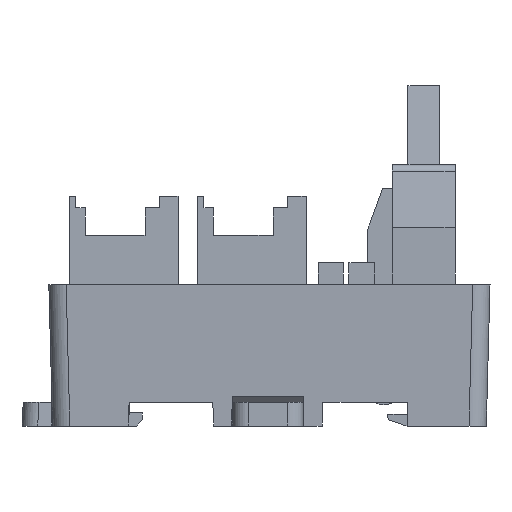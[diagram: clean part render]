
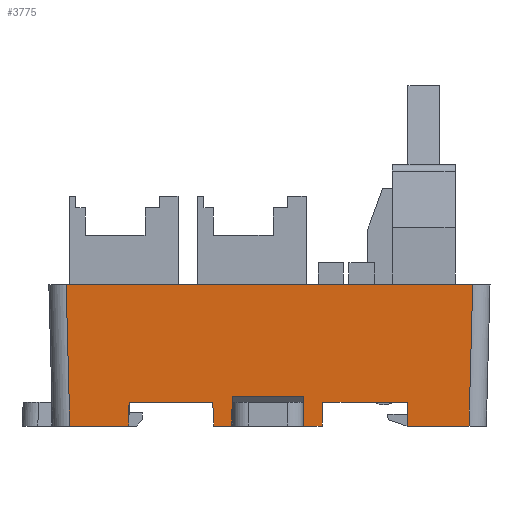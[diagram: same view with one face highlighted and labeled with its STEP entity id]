
A CAD part, left-side view. The second image highlights one B-rep face of the part: STEP entity #3775.
In plain terms, the highlighted planar face has unit normal (-1, 0, -0.026).
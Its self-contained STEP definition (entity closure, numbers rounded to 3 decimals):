
#2255=FACE_OUTER_BOUND('',#7411,.T.);
#3775=ADVANCED_FACE('',(#2255),#5382,.T.);
#5382=PLANE('',#33380);
#7411=EDGE_LOOP('',(#9528,#9529,#9530,#9531,#9532,#9533,#9534,#9535,#9536,
#9537,#9538,#9539,#9540,#9541,#9542,#9543));
#9528=ORIENTED_EDGE('',*,*,#21048,.T.);
#9529=ORIENTED_EDGE('',*,*,#21049,.T.);
#9530=ORIENTED_EDGE('',*,*,#21050,.T.);
#9531=ORIENTED_EDGE('',*,*,#21051,.F.);
#9532=ORIENTED_EDGE('',*,*,#21052,.T.);
#9533=ORIENTED_EDGE('',*,*,#21053,.T.);
#9534=ORIENTED_EDGE('',*,*,#21054,.F.);
#9535=ORIENTED_EDGE('',*,*,#20984,.T.);
#9536=ORIENTED_EDGE('',*,*,#21055,.F.);
#9537=ORIENTED_EDGE('',*,*,#21056,.T.);
#9538=ORIENTED_EDGE('',*,*,#21057,.F.);
#9539=ORIENTED_EDGE('',*,*,#21058,.T.);
#9540=ORIENTED_EDGE('',*,*,#21059,.F.);
#9541=ORIENTED_EDGE('',*,*,#21060,.T.);
#9542=ORIENTED_EDGE('',*,*,#21061,.T.);
#9543=ORIENTED_EDGE('',*,*,#20970,.T.);
#18100=VERTEX_POINT('',#43397);
#18101=VERTEX_POINT('',#43399);
#18114=VERTEX_POINT('',#43425);
#18115=VERTEX_POINT('',#43427);
#18178=VERTEX_POINT('',#43555);
#18179=VERTEX_POINT('',#43557);
#18180=VERTEX_POINT('',#43559);
#18181=VERTEX_POINT('',#43561);
#18182=VERTEX_POINT('',#43563);
#18183=VERTEX_POINT('',#43565);
#18184=VERTEX_POINT('',#43568);
#18185=VERTEX_POINT('',#43570);
#18186=VERTEX_POINT('',#43572);
#18187=VERTEX_POINT('',#43574);
#18188=VERTEX_POINT('',#43576);
#18189=VERTEX_POINT('',#43578);
#20970=EDGE_CURVE('',#18101,#18100,#25269,.T.);
#20984=EDGE_CURVE('',#18115,#18114,#25281,.T.);
#21048=EDGE_CURVE('',#18100,#18178,#25343,.T.);
#21049=EDGE_CURVE('',#18178,#18179,#25344,.T.);
#21050=EDGE_CURVE('',#18179,#18180,#25345,.T.);
#21051=EDGE_CURVE('',#18181,#18180,#25346,.T.);
#21052=EDGE_CURVE('',#18181,#18182,#25347,.T.);
#21053=EDGE_CURVE('',#18182,#18183,#25348,.T.);
#21054=EDGE_CURVE('',#18115,#18183,#25349,.T.);
#21055=EDGE_CURVE('',#18184,#18114,#25350,.T.);
#21056=EDGE_CURVE('',#18184,#18185,#25351,.T.);
#21057=EDGE_CURVE('',#18186,#18185,#25352,.T.);
#21058=EDGE_CURVE('',#18186,#18187,#25353,.T.);
#21059=EDGE_CURVE('',#18188,#18187,#25354,.T.);
#21060=EDGE_CURVE('',#18188,#18189,#25355,.T.);
#21061=EDGE_CURVE('',#18189,#18101,#25356,.T.);
#25269=LINE('',#43398,#29430);
#25281=LINE('',#43426,#29442);
#25343=LINE('',#43554,#29504);
#25344=LINE('',#43556,#29505);
#25345=LINE('',#43558,#29506);
#25346=LINE('',#43560,#29507);
#25347=LINE('',#43562,#29508);
#25348=LINE('',#43564,#29509);
#25349=LINE('',#43566,#29510);
#25350=LINE('',#43567,#29511);
#25351=LINE('',#43569,#29512);
#25352=LINE('',#43571,#29513);
#25353=LINE('',#43573,#29514);
#25354=LINE('',#43575,#29515);
#25355=LINE('',#43577,#29516);
#25356=LINE('',#43579,#29517);
#29430=VECTOR('',#35361,1.);
#29442=VECTOR('',#35377,1.);
#29504=VECTOR('',#35445,1.);
#29505=VECTOR('',#35446,1.);
#29506=VECTOR('',#35447,1.);
#29507=VECTOR('',#35448,1.);
#29508=VECTOR('',#35449,1.);
#29509=VECTOR('',#35450,1.);
#29510=VECTOR('',#35451,1.);
#29511=VECTOR('',#35452,1.);
#29512=VECTOR('',#35453,1.);
#29513=VECTOR('',#35454,1.);
#29514=VECTOR('',#35455,1.);
#29515=VECTOR('',#35456,1.);
#29516=VECTOR('',#35457,1.);
#29517=VECTOR('',#35458,1.);
#33380=AXIS2_PLACEMENT_3D('',#43580,#35459,#35460);
#35361=DIRECTION('',(0.,-1.,0.));
#35377=DIRECTION('',(0.,-1.,0.));
#35445=DIRECTION('',(0.026,-0.017,-1.));
#35446=DIRECTION('',(0.,-1.,0.));
#35447=DIRECTION('',(-0.026,-0.026,0.999));
#35448=DIRECTION('',(0.,-1.,0.));
#35449=DIRECTION('',(0.026,-0.026,-0.999));
#35450=DIRECTION('',(0.,-1.,0.));
#35451=DIRECTION('',(0.026,0.017,-1.));
#35452=DIRECTION('',(-0.026,0.035,0.999));
#35453=DIRECTION('',(0.,-1.,0.));
#35454=DIRECTION('',(0.026,0.009,-1.));
#35455=DIRECTION('',(0.,-1.,0.));
#35456=DIRECTION('',(-0.026,0.009,1.));
#35457=DIRECTION('',(0.,-1.,0.));
#35458=DIRECTION('',(-0.026,-0.035,0.999));
#35459=DIRECTION('',(-1.,0.,-0.026));
#35460=DIRECTION('',(0.026,0.,-1.));
#43397=CARTESIAN_POINT('',(-76.057,62.449,175.));
#43398=CARTESIAN_POINT('',(-76.057,80.199,175.));
#43399=CARTESIAN_POINT('',(-76.057,73.199,175.));
#43425=CARTESIAN_POINT('',(-76.057,87.199,175.));
#43426=CARTESIAN_POINT('',(-76.057,80.199,175.));
#43427=CARTESIAN_POINT('',(-76.057,97.849,175.));
#43554=CARTESIAN_POINT('',(-76.458,62.716,190.294));
#43555=CARTESIAN_POINT('',(-75.979,62.397,172.));
#43556=CARTESIAN_POINT('',(-75.979,79.699,172.));
#43557=CARTESIAN_POINT('',(-75.979,54.62,172.));
#43558=CARTESIAN_POINT('',(-76.433,54.166,189.34));
#43559=CARTESIAN_POINT('',(-76.45,54.148,190.));
#43560=CARTESIAN_POINT('',(-76.45,79.699,190.));
#43561=CARTESIAN_POINT('',(-76.45,105.85,190.));
#43562=CARTESIAN_POINT('',(-76.433,105.833,189.34));
#43563=CARTESIAN_POINT('',(-75.979,105.378,172.));
#43564=CARTESIAN_POINT('',(-75.979,80.199,172.));
#43565=CARTESIAN_POINT('',(-75.979,97.901,172.));
#43566=CARTESIAN_POINT('',(-76.026,97.87,173.796));
#43567=CARTESIAN_POINT('',(-76.026,87.157,173.798));
#43568=CARTESIAN_POINT('',(-75.979,87.094,172.));
#43569=CARTESIAN_POINT('',(-75.979,80.199,172.));
#43570=CARTESIAN_POINT('',(-75.979,84.775,172.));
#43571=CARTESIAN_POINT('',(-76.451,84.618,190.04));
#43572=CARTESIAN_POINT('',(-76.076,84.743,175.726));
#43573=CARTESIAN_POINT('',(-76.076,-129.246,175.726));
#43574=CARTESIAN_POINT('',(-76.076,75.655,175.726));
#43575=CARTESIAN_POINT('',(-76.451,75.78,190.032));
#43576=CARTESIAN_POINT('',(-75.979,75.623,172.));
#43577=CARTESIAN_POINT('',(-75.979,80.199,172.));
#43578=CARTESIAN_POINT('',(-75.979,73.304,172.));
#43579=CARTESIAN_POINT('',(-76.444,72.684,189.753));
#43580=CARTESIAN_POINT('',(-76.45,79.699,189.997));
